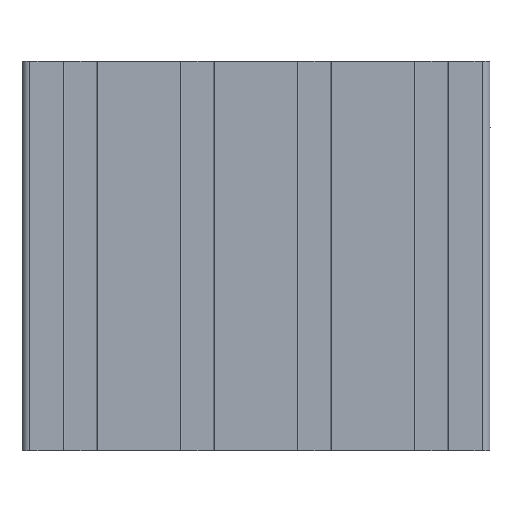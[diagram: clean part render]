
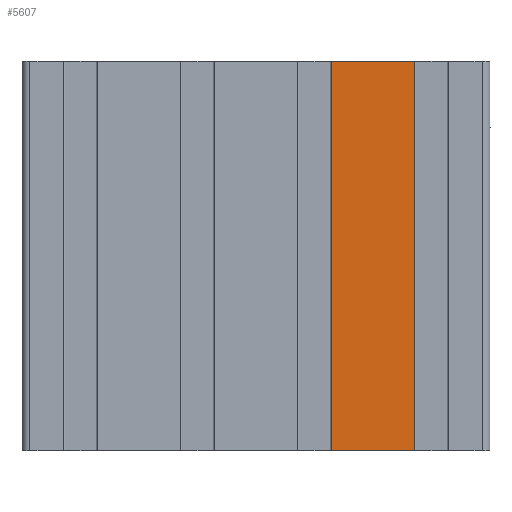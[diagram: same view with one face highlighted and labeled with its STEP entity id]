
A CAD part, front view. The second image highlights one B-rep face of the part: STEP entity #5607.
In plain terms, the highlighted planar face has unit normal (0, -1, 0).
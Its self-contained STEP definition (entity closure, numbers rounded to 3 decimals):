
#21 = ORIENTED_EDGE ( 'NONE', *, *, #4383, .F. ) ;
#25 = VERTEX_POINT ( 'NONE', #6731 ) ;
#152 = VECTOR ( 'NONE', #1645, 1000. ) ;
#165 = CARTESIAN_POINT ( 'NONE',  ( 6365.441, 861.257, 0. ) ) ;
#237 = LINE ( 'NONE', #1693, #152 ) ;
#666 = VECTOR ( 'NONE', #2460, 1000. ) ;
#723 = LINE ( 'NONE', #2477, #666 ) ;
#1645 = DIRECTION ( 'NONE',  ( 1., 0., 0. ) ) ;
#1667 = LINE ( 'NONE', #4277, #1676 ) ;
#1676 = VECTOR ( 'NONE', #4253, 1000. ) ;
#1693 = CARTESIAN_POINT ( 'NONE',  ( 6365.441, 861.257, 0. ) ) ;
#2460 = DIRECTION ( 'NONE',  ( 0., 0., -1. ) ) ;
#2477 = CARTESIAN_POINT ( 'NONE',  ( 6386.841, 861.257, 100. ) ) ;
#2637 = AXIS2_PLACEMENT_3D ( 'NONE', #11000, #10955, #10950 ) ;
#3301 = EDGE_CURVE ( 'NONE', #7221, #5538, #3682, .T. ) ;
#3682 = LINE ( 'NONE', #9103, #3806 ) ;
#3806 = VECTOR ( 'NONE', #9090, 1000. ) ;
#4003 = EDGE_CURVE ( 'NONE', #5538, #25, #1667, .T. ) ;
#4253 = DIRECTION ( 'NONE',  ( 1., 0., 0. ) ) ;
#4277 = CARTESIAN_POINT ( 'NONE',  ( 6288.141, 861.257, 100. ) ) ;
#4383 = EDGE_CURVE ( 'NONE', #25, #5466, #723, .T. ) ;
#4538 = EDGE_CURVE ( 'NONE', #7221, #5466, #237, .T. ) ;
#5466 = VERTEX_POINT ( 'NONE', #11790 ) ;
#5538 = VERTEX_POINT ( 'NONE', #11367 ) ;
#5607 = ADVANCED_FACE ( 'NONE', ( #9463 ), #11013, .F. ) ;
#6731 = CARTESIAN_POINT ( 'NONE',  ( 6386.841, 861.257, 100. ) ) ;
#7221 = VERTEX_POINT ( 'NONE', #165 ) ;
#8255 = EDGE_LOOP ( 'NONE', ( #21, #12000, #11624, #11402 ) ) ;
#9090 = DIRECTION ( 'NONE',  ( 0., 0., 1. ) ) ;
#9103 = CARTESIAN_POINT ( 'NONE',  ( 6365.441, 861.257, 100. ) ) ;
#9463 = FACE_OUTER_BOUND ( 'NONE', #8255, .T. ) ;
#10950 = DIRECTION ( 'NONE',  ( 0., 0., 1. ) ) ;
#10955 = DIRECTION ( 'NONE',  ( 0., 1., 0. ) ) ;
#11000 = CARTESIAN_POINT ( 'NONE',  ( 6365.441, 861.257, 100. ) ) ;
#11013 = PLANE ( 'NONE',  #2637 ) ;
#11367 = CARTESIAN_POINT ( 'NONE',  ( 6365.441, 861.257, 100. ) ) ;
#11402 = ORIENTED_EDGE ( 'NONE', *, *, #4538, .T. ) ;
#11624 = ORIENTED_EDGE ( 'NONE', *, *, #3301, .F. ) ;
#11790 = CARTESIAN_POINT ( 'NONE',  ( 6386.841, 861.257, 0. ) ) ;
#12000 = ORIENTED_EDGE ( 'NONE', *, *, #4003, .F. ) ;
